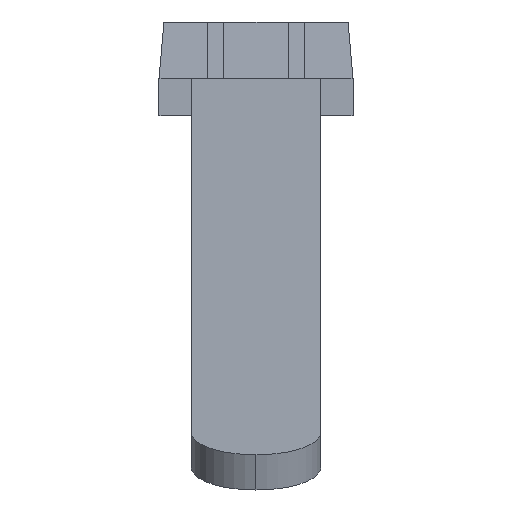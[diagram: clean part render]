
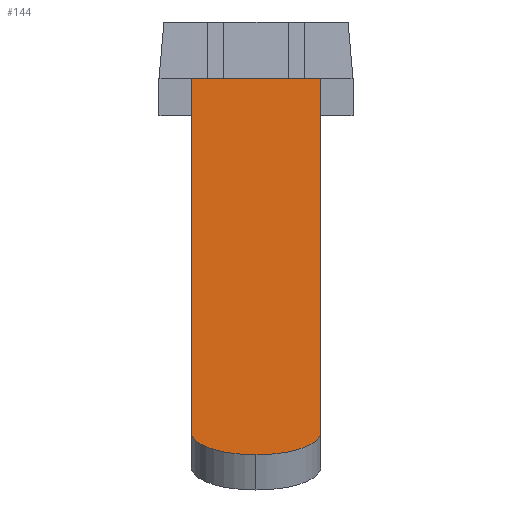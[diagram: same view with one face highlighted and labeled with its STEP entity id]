
A CAD part, left-side view. The second image highlights one B-rep face of the part: STEP entity #144.
In plain terms, the highlighted planar face has unit normal (-0.342, 0, 0.94).
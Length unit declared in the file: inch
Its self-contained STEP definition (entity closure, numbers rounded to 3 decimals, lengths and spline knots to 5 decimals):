
#88 = ORIENTED_EDGE ( 'NONE', *, *, #267, .T. ) ;
#91 = EDGE_CURVE ( 'NONE', #93, #92, #519, .T. ) ;
#92 = VERTEX_POINT ( 'NONE', #599 ) ;
#93 = VERTEX_POINT ( 'NONE', #590 ) ;
#94 = ORIENTED_EDGE ( 'NONE', *, *, #91, .F. ) ;
#102 = EDGE_LOOP ( 'NONE', ( #94, #152, #162, #88, #165 ) ) ;
#144 = ADVANCED_FACE ( 'NONE', ( #682 ), #844, .T. ) ;
#151 = VERTEX_POINT ( 'NONE', #858 ) ;
#152 = ORIENTED_EDGE ( 'NONE', *, *, #168, .F. ) ;
#157 = EDGE_CURVE ( 'NONE', #259, #92, #852, .T. ) ;
#162 = ORIENTED_EDGE ( 'NONE', *, *, #169, .T. ) ;
#165 = ORIENTED_EDGE ( 'NONE', *, *, #157, .T. ) ;
#168 = EDGE_CURVE ( 'NONE', #151, #93, #720, .T. ) ;
#169 = EDGE_CURVE ( 'NONE', #151, #261, #703, .T. ) ;
#259 = VERTEX_POINT ( 'NONE', #1186 ) ;
#261 = VERTEX_POINT ( 'NONE', #1184 ) ;
#267 = EDGE_CURVE ( 'NONE', #261, #259, #1126, .T. ) ;
#519 = LINE ( 'NONE', #520, #588 ) ;
#520 = CARTESIAN_POINT ( 'NONE',  ( -5.98, 0., 0.055 ) ) ;
#588 = VECTOR ( 'NONE', #589, 39.37008 ) ;
#589 = DIRECTION ( 'NONE',  ( 0., -1., 0. ) ) ;
#590 = CARTESIAN_POINT ( 'NONE',  ( -5.98, 0.095, 0.055 ) ) ;
#599 = CARTESIAN_POINT ( 'NONE',  ( -5.98, -0.095, 0.055 ) ) ;
#682 = FACE_OUTER_BOUND ( 'NONE', #102, .T. ) ;
#699 = DIRECTION ( 'NONE',  ( -0.94, 0., -0.342 ) ) ;
#700 = DIRECTION ( 'NONE',  ( -0.342, 0., 0.94 ) ) ;
#701 = CARTESIAN_POINT ( 'NONE',  ( -7.41073, 0., -0.46574 ) ) ;
#702 = AXIS2_PLACEMENT_3D ( 'NONE', #701, #700, #699 ) ;
#703 = CIRCLE ( 'NONE', #702, 0.095 ) ;
#704 = DIRECTION ( 'NONE',  ( 0.94, 0., 0.342 ) ) ;
#705 = VECTOR ( 'NONE', #704, 39.37008 ) ;
#706 = CARTESIAN_POINT ( 'NONE',  ( -7.41073, 0.095, -0.46574 ) ) ;
#720 = LINE ( 'NONE', #706, #705 ) ;
#840 = DIRECTION ( 'NONE',  ( 0.94, 0., 0.342 ) ) ;
#841 = DIRECTION ( 'NONE',  ( -0.342, 0., 0.94 ) ) ;
#842 = CARTESIAN_POINT ( 'NONE',  ( -5.98, 0., 0.055 ) ) ;
#843 = AXIS2_PLACEMENT_3D ( 'NONE', #842, #841, #840 ) ;
#844 = PLANE ( 'NONE',  #843 ) ;
#849 = DIRECTION ( 'NONE',  ( 0.94, 0., 0.342 ) ) ;
#850 = VECTOR ( 'NONE', #849, 39.37008 ) ;
#851 = CARTESIAN_POINT ( 'NONE',  ( -7.41073, -0.095, -0.46574 ) ) ;
#852 = LINE ( 'NONE', #851, #850 ) ;
#858 = CARTESIAN_POINT ( 'NONE',  ( -7.41073, 0.095, -0.46574 ) ) ;
#1122 = DIRECTION ( 'NONE',  ( -0.94, 0., -0.342 ) ) ;
#1123 = DIRECTION ( 'NONE',  ( -0.342, 0., 0.94 ) ) ;
#1124 = CARTESIAN_POINT ( 'NONE',  ( -7.41073, 0., -0.46574 ) ) ;
#1125 = AXIS2_PLACEMENT_3D ( 'NONE', #1124, #1123, #1122 ) ;
#1126 = CIRCLE ( 'NONE', #1125, 0.095 ) ;
#1184 = CARTESIAN_POINT ( 'NONE',  ( -7.5, 0., -0.49823 ) ) ;
#1186 = CARTESIAN_POINT ( 'NONE',  ( -7.41073, -0.095, -0.46574 ) ) ;
